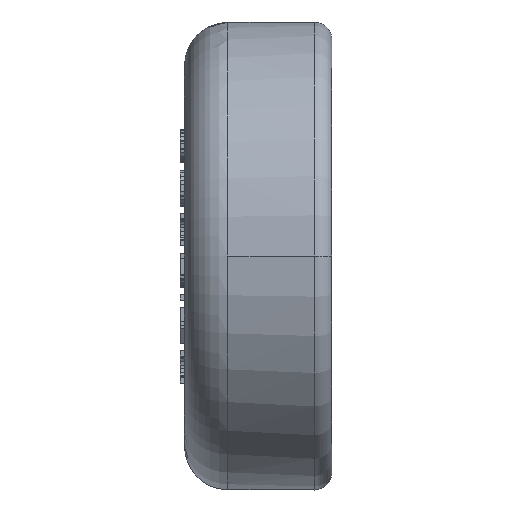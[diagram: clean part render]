
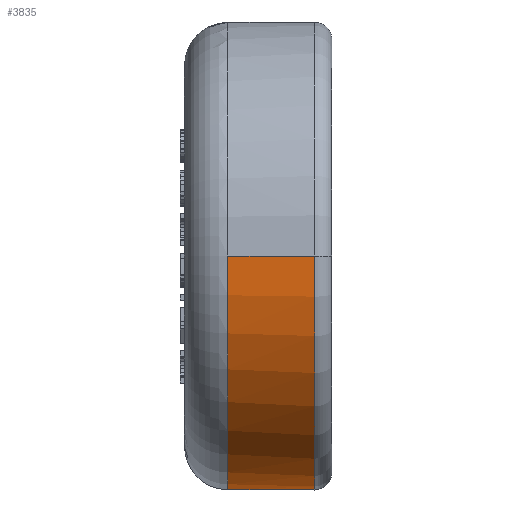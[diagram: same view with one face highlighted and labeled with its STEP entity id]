
A CAD part, front view. The second image highlights one B-rep face of the part: STEP entity #3835.
In plain terms, the highlighted cylindrical face has radius 13.5 mm (diameter 27 mm), a partial arc.
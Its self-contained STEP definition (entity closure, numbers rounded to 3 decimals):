
#1=CARTESIAN_POINT('',(4.5,0.,0.));
#2=DIRECTION('',(1.,0.,0.));
#3=DIRECTION('',(0.,0.962,-0.271));
#4=AXIS2_PLACEMENT_3D('',#1,#2,#3);
#6=CARTESIAN_POINT('',(2.5,0.,0.));
#7=DIRECTION('',(-1.,0.,0.));
#8=DIRECTION('',(0.,0.962,-0.271));
#9=AXIS2_PLACEMENT_3D('',#6,#7,#8);
#11=CARTESIAN_POINT('',(7.5,0.,0.));
#12=DIRECTION('',(-1.,0.,0.));
#13=DIRECTION('',(0.,1.,0.));
#14=AXIS2_PLACEMENT_3D('',#11,#12,#13);
#43=CARTESIAN_POINT('',(4.5,12.993,-3.665));
#78=DIRECTION('',(-1.,0.,0.));
#79=VECTOR('',#78,3.);
#80=CARTESIAN_POINT('',(7.5,13.5,0.));
#81=LINE('',#80,#79);
#87=DIRECTION('',(-1.,0.,0.));
#88=VECTOR('',#87,5.);
#89=CARTESIAN_POINT('',(7.5,-13.5,0.));
#90=LINE('',#89,#88);
#1070=DIRECTION('',(1.,0.,0.));
#1071=VECTOR('',#1070,2.);
#1072=CARTESIAN_POINT('',(2.5,12.993,-3.665));
#1073=LINE('',#1072,#1071);
#2936=CARTESIAN_POINT('',(2.5,12.993,-3.665));
#2937=CARTESIAN_POINT('',(2.5,-13.5,0.));
#2938=VERTEX_POINT('',#2936);
#2939=VERTEX_POINT('',#2937);
#3710=CARTESIAN_POINT('',(7.5,13.5,0.));
#3711=CARTESIAN_POINT('',(7.5,-13.5,0.));
#3712=VERTEX_POINT('',#3710);
#3713=VERTEX_POINT('',#3711);
#3718=CARTESIAN_POINT('',(4.5,13.5,0.));
#3719=VERTEX_POINT('',#3718);
#3753=VERTEX_POINT('',#43);
#3816=CARTESIAN_POINT('',(8.925,0.,0.));
#3817=DIRECTION('',(-1.,0.,0.));
#3818=DIRECTION('',(0.,1.,0.));
#3819=AXIS2_PLACEMENT_3D('',#3816,#3817,#3818);
#3820=CYLINDRICAL_SURFACE('',#3819,13.5);
#3822=ORIENTED_EDGE('',*,*,#3821,.F.);
#3824=ORIENTED_EDGE('',*,*,#3823,.F.);
#3826=ORIENTED_EDGE('',*,*,#3825,.T.);
#3828=ORIENTED_EDGE('',*,*,#3827,.F.);
#3830=ORIENTED_EDGE('',*,*,#3829,.F.);
#3832=ORIENTED_EDGE('',*,*,#3831,.T.);
#3833=EDGE_LOOP('',(#3822,#3824,#3826,#3828,#3830,#3832));
#3834=FACE_OUTER_BOUND('',#3833,.F.);
#3835=ADVANCED_FACE('',(#3834),#3820,.T.);
#5=CIRCLE('',#4,13.5);
#10=CIRCLE('',#9,13.5);
#15=CIRCLE('',#14,13.5);
#3821=EDGE_CURVE('',#3753,#3719,#5,.T.);
#3823=EDGE_CURVE('',#2938,#3753,#1073,.T.);
#3825=EDGE_CURVE('',#2938,#2939,#10,.T.);
#3827=EDGE_CURVE('',#3713,#2939,#90,.T.);
#3829=EDGE_CURVE('',#3712,#3713,#15,.T.);
#3831=EDGE_CURVE('',#3712,#3719,#81,.T.);
